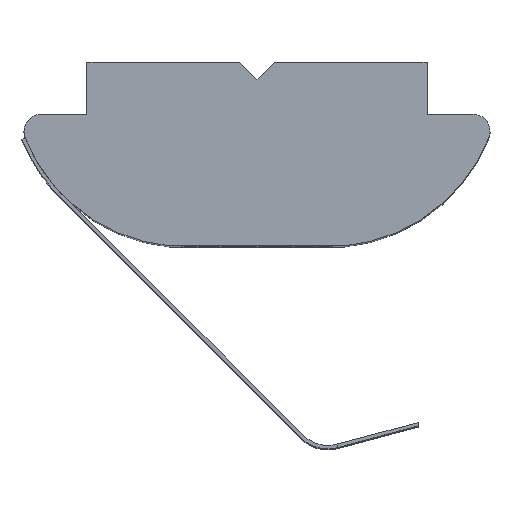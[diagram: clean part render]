
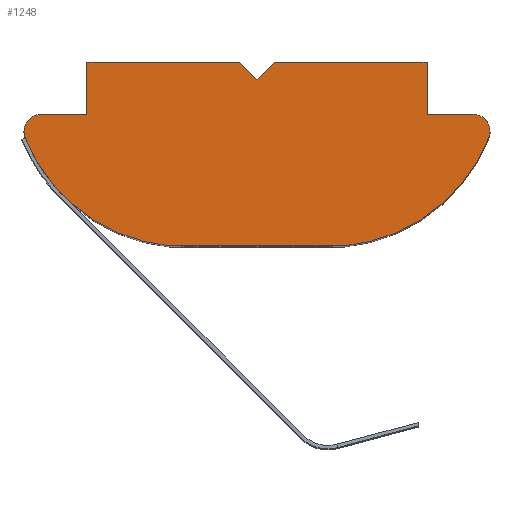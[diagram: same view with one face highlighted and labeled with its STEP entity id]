
A CAD part, top view. The second image highlights one B-rep face of the part: STEP entity #1248.
In plain terms, the highlighted planar face has unit normal (0, 0, 1).
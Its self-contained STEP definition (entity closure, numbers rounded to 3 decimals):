
#33 = DIRECTION ( 'NONE',  ( 1., 0., 0. ) ) ;
#35 = CARTESIAN_POINT ( 'NONE',  ( 0., -2.65, 10. ) ) ;
#49 = DIRECTION ( 'NONE',  ( 1., 0., 0. ) ) ;
#50 = DIRECTION ( 'NONE',  ( 0., 0., 1. ) ) ;
#51 = CARTESIAN_POINT ( 'NONE',  ( 2.041, 2.329, 10. ) ) ;
#60 = DIRECTION ( 'NONE',  ( 1., 0., 0. ) ) ;
#62 = CARTESIAN_POINT ( 'NONE',  ( 0., 1.15, 10. ) ) ;
#73 = VECTOR ( 'NONE', #60, 1000. ) ;
#106 = CARTESIAN_POINT ( 'NONE',  ( -6.216, 1.15, 10. ) ) ;
#123 = CARTESIAN_POINT ( 'NONE',  ( -2.5, -2.65, 10. ) ) ;
#125 = CARTESIAN_POINT ( 'NONE',  ( 6.216, 1.15, 10. ) ) ;
#134 = CARTESIAN_POINT ( 'NONE',  ( 6.68, 0.463, 10. ) ) ;
#136 = CARTESIAN_POINT ( 'NONE',  ( 2.5, -2.65, 10. ) ) ;
#139 = CARTESIAN_POINT ( 'NONE',  ( 0.5, 2.65, 10. ) ) ;
#142 = CARTESIAN_POINT ( 'NONE',  ( 4.9, 2.65, 10. ) ) ;
#147 = CARTESIAN_POINT ( 'NONE',  ( -6.68, 0.463, 10. ) ) ;
#152 = CARTESIAN_POINT ( 'NONE',  ( -6.716, 0.65, 10. ) ) ;
#156 = CARTESIAN_POINT ( 'NONE',  ( 4.9, 1.15, 10. ) ) ;
#164 = CARTESIAN_POINT ( 'NONE',  ( -0.5, 2.65, 10. ) ) ;
#166 = CIRCLE ( 'NONE', #1177, 5. ) ;
#224 = DIRECTION ( 'NONE',  ( 1., 0., 0. ) ) ;
#226 = DIRECTION ( 'NONE',  ( 0., 0., 1. ) ) ;
#230 = CARTESIAN_POINT ( 'NONE',  ( -2.041, 2.329, 10. ) ) ;
#235 = CARTESIAN_POINT ( 'NONE',  ( -6.216, 0.65, 10. ) ) ;
#278 = DIRECTION ( 'NONE',  ( 0., -1., 0. ) ) ;
#282 = CARTESIAN_POINT ( 'NONE',  ( -4.9, 0., 10. ) ) ;
#288 = DIRECTION ( 'NONE',  ( 0.707, 0.707, 0. ) ) ;
#293 = CARTESIAN_POINT ( 'NONE',  ( 4.9, 0., 10. ) ) ;
#296 = DIRECTION ( 'NONE',  ( 1., 0., 0. ) ) ;
#302 = DIRECTION ( 'NONE',  ( 1., 0., 0. ) ) ;
#303 = DIRECTION ( 'NONE',  ( 0., 0., 1. ) ) ;
#304 = CARTESIAN_POINT ( 'NONE',  ( 6.216, 0.65, 10. ) ) ;
#310 = CARTESIAN_POINT ( 'NONE',  ( 0., 2.65, 10. ) ) ;
#316 = DIRECTION ( 'NONE',  ( 1., 0., 0. ) ) ;
#317 = CARTESIAN_POINT ( 'NONE',  ( -1.075, 1.075, 10. ) ) ;
#318 = DIRECTION ( 'NONE',  ( 1., 0., 0. ) ) ;
#319 = CARTESIAN_POINT ( 'NONE',  ( 0., 1.15, 10. ) ) ;
#320 = CARTESIAN_POINT ( 'NONE',  ( 0., 2.65, 10. ) ) ;
#325 = DIRECTION ( 'NONE',  ( 1., 0., 0. ) ) ;
#327 = DIRECTION ( 'NONE',  ( 0., 0., 1. ) ) ;
#328 = CARTESIAN_POINT ( 'NONE',  ( 0., 2.15, 10. ) ) ;
#331 = CARTESIAN_POINT ( 'NONE',  ( -6.216, 0.65, 10. ) ) ;
#340 = CARTESIAN_POINT ( 'NONE',  ( -4.9, 2.65, 10. ) ) ;
#351 = CARTESIAN_POINT ( 'NONE',  ( -4.9, 1.15, 10. ) ) ;
#353 = DIRECTION ( 'NONE',  ( 0., 1., 0. ) ) ;
#390 = VECTOR ( 'NONE', #316, 1000. ) ;
#392 = LINE ( 'NONE', #319, #390 ) ;
#393 = CIRCLE ( 'NONE', #1092, 0.5 ) ;
#399 = CIRCLE ( 'NONE', #1095, 0.5 ) ;
#413 = VECTOR ( 'NONE', #353, 1000. ) ;
#414 = LINE ( 'NONE', #282, #413 ) ;
#419 = VERTEX_POINT ( 'NONE', #152 ) ;
#421 = VERTEX_POINT ( 'NONE', #164 ) ;
#427 = VERTEX_POINT ( 'NONE', #147 ) ;
#439 = VERTEX_POINT ( 'NONE', #142 ) ;
#441 = VERTEX_POINT ( 'NONE', #136 ) ;
#445 = VERTEX_POINT ( 'NONE', #134 ) ;
#449 = VERTEX_POINT ( 'NONE', #139 ) ;
#464 = VERTEX_POINT ( 'NONE', #125 ) ;
#467 = VERTEX_POINT ( 'NONE', #123 ) ;
#660 = EDGE_LOOP ( 'NONE', ( #796, #798, #799, #800, #801, #802, #803, #804, #805, #806, #807, #808, #809, #810 ) ) ;
#703 = CIRCLE ( 'NONE', #1002, 5. ) ;
#705 = LINE ( 'NONE', #62, #73 ) ;
#796 = ORIENTED_EDGE ( 'NONE', *, *, #1116, .F. ) ;
#798 = ORIENTED_EDGE ( 'NONE', *, *, #1111, .T. ) ;
#799 = ORIENTED_EDGE ( 'NONE', *, *, #1210, .T. ) ;
#800 = ORIENTED_EDGE ( 'NONE', *, *, #1187, .T. ) ;
#801 = ORIENTED_EDGE ( 'NONE', *, *, #1207, .T. ) ;
#802 = ORIENTED_EDGE ( 'NONE', *, *, #1198, .T. ) ;
#803 = ORIENTED_EDGE ( 'NONE', *, *, #1115, .T. ) ;
#804 = ORIENTED_EDGE ( 'NONE', *, *, #1199, .F. ) ;
#805 = ORIENTED_EDGE ( 'NONE', *, *, #1101, .F. ) ;
#806 = ORIENTED_EDGE ( 'NONE', *, *, #1096, .F. ) ;
#807 = ORIENTED_EDGE ( 'NONE', *, *, #1099, .F. ) ;
#808 = ORIENTED_EDGE ( 'NONE', *, *, #1227, .F. ) ;
#809 = ORIENTED_EDGE ( 'NONE', *, *, #1098, .F. ) ;
#810 = ORIENTED_EDGE ( 'NONE', *, *, #1102, .F. ) ;
#895 = LINE ( 'NONE', #35, #902 ) ;
#898 = CIRCLE ( 'NONE', #998, 0.5 ) ;
#902 = VECTOR ( 'NONE', #33, 1000. ) ;
#933 = VECTOR ( 'NONE', #288, 1000. ) ;
#941 = LINE ( 'NONE', #310, #955 ) ;
#943 = LINE ( 'NONE', #317, #933 ) ;
#946 = VERTEX_POINT ( 'NONE', #106 ) ;
#951 = VECTOR ( 'NONE', #278, 1000. ) ;
#954 = LINE ( 'NONE', #320, #973 ) ;
#955 = VECTOR ( 'NONE', #296, 1000. ) ;
#961 = VERTEX_POINT ( 'NONE', #156 ) ;
#970 = VERTEX_POINT ( 'NONE', #351 ) ;
#971 = VERTEX_POINT ( 'NONE', #340 ) ;
#973 = VECTOR ( 'NONE', #318, 1000. ) ;
#975 = LINE ( 'NONE', #293, #951 ) ;
#980 = VERTEX_POINT ( 'NONE', #328 ) ;
#985 = AXIS2_PLACEMENT_3D ( 'NONE', #1378, #1387, #1388 ) ;
#998 = AXIS2_PLACEMENT_3D ( 'NONE', #235, #1229, #1519 ) ;
#1002 = AXIS2_PLACEMENT_3D ( 'NONE', #51, #50, #49 ) ;
#1024 = LINE ( 'NONE', #1320, #1066 ) ;
#1037 = FACE_OUTER_BOUND ( 'NONE', #660, .T. ) ;
#1066 = VECTOR ( 'NONE', #1322, 1000. ) ;
#1092 = AXIS2_PLACEMENT_3D ( 'NONE', #304, #303, #302 ) ;
#1095 = AXIS2_PLACEMENT_3D ( 'NONE', #331, #327, #325 ) ;
#1096 = EDGE_CURVE ( 'NONE', #449, #439, #954, .T. ) ;
#1098 = EDGE_CURVE ( 'NONE', #971, #421, #941, .T. ) ;
#1099 = EDGE_CURVE ( 'NONE', #980, #449, #943, .T. ) ;
#1101 = EDGE_CURVE ( 'NONE', #439, #961, #975, .T. ) ;
#1102 = EDGE_CURVE ( 'NONE', #970, #971, #414, .T. ) ;
#1111 = EDGE_CURVE ( 'NONE', #946, #419, #399, .T. ) ;
#1115 = EDGE_CURVE ( 'NONE', #445, #464, #393, .T. ) ;
#1116 = EDGE_CURVE ( 'NONE', #946, #970, #392, .T. ) ;
#1177 = AXIS2_PLACEMENT_3D ( 'NONE', #230, #226, #224 ) ;
#1187 = EDGE_CURVE ( 'NONE', #427, #467, #166, .T. ) ;
#1198 = EDGE_CURVE ( 'NONE', #441, #445, #703, .T. ) ;
#1199 = EDGE_CURVE ( 'NONE', #961, #464, #705, .T. ) ;
#1207 = EDGE_CURVE ( 'NONE', #467, #441, #895, .T. ) ;
#1210 = EDGE_CURVE ( 'NONE', #419, #427, #898, .T. ) ;
#1227 = EDGE_CURVE ( 'NONE', #421, #980, #1024, .T. ) ;
#1229 = DIRECTION ( 'NONE',  ( 0., 0., 1. ) ) ;
#1248 = ADVANCED_FACE ( 'NONE', ( #1037 ), #1385, .T. ) ;
#1320 = CARTESIAN_POINT ( 'NONE',  ( 1.075, 1.075, 10. ) ) ;
#1322 = DIRECTION ( 'NONE',  ( 0.707, -0.707, 0. ) ) ;
#1378 = CARTESIAN_POINT ( 'NONE',  ( 0., 0., 10. ) ) ;
#1385 = PLANE ( 'NONE',  #985 ) ;
#1387 = DIRECTION ( 'NONE',  ( 0., 0., 1. ) ) ;
#1388 = DIRECTION ( 'NONE',  ( 1., 0., 0. ) ) ;
#1519 = DIRECTION ( 'NONE',  ( 1., 0., 0. ) ) ;
